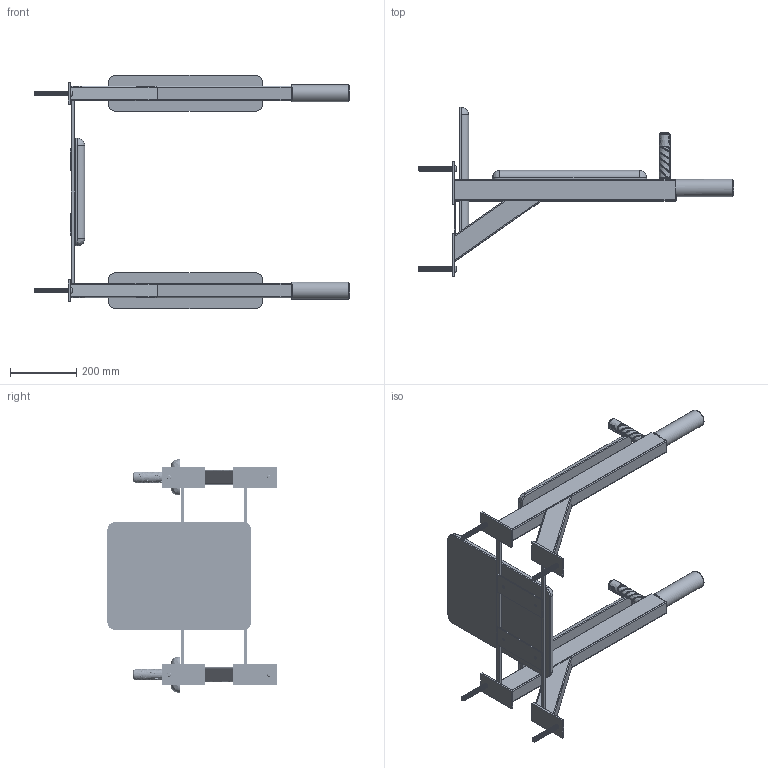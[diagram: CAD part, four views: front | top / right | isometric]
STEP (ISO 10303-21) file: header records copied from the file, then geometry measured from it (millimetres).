
FILE_DESCRIPTION(('FreeCAD Model'),'2;1');
FILE_NAME('Open CASCADE Shape Model','2025-04-25T21:51:25',('FreeCAD'),( 'FreeCAD'),'Open CASCADE STEP processor 7.6','FreeCAD','Unknown');
FILE_SCHEMA(('AUTOMOTIVE_DESIGN { 1 0 10303 214 1 1 1 1 }'));
Products named in the file (1): Open CASCADE STEP translator 7.6 1
Bounding box: 953.33 x 511.49 x 705.77 mm (x, y, z)
Volume: 8293950.9 mm3; surface area: 1711404 mm2
Topology: 29 solids, 29 shells, 1782 faces, 4596 edges, 2932 vertices
Faces by surface type: bspline 1782
Entity records: 121418 total; most frequent: CARTESIAN_POINT 95033, ORIENTED_EDGE 9192, EDGE_CURVE 4596, B_SPLINE_CURVE_WITH_KNOTS 2958, VERTEX_POINT 2932, FACE_BOUND 1874, EDGE_LOOP 1874, ADVANCED_FACE 1782
